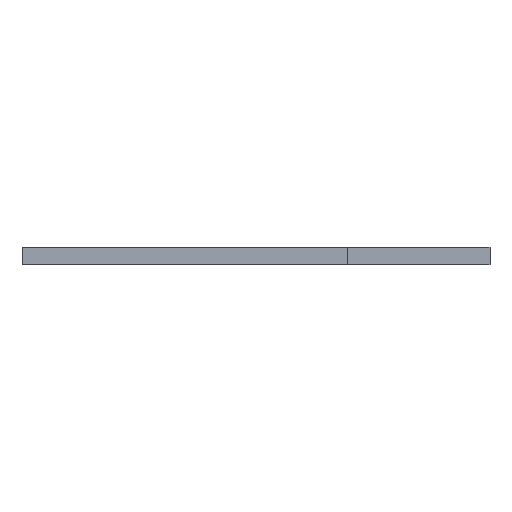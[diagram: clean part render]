
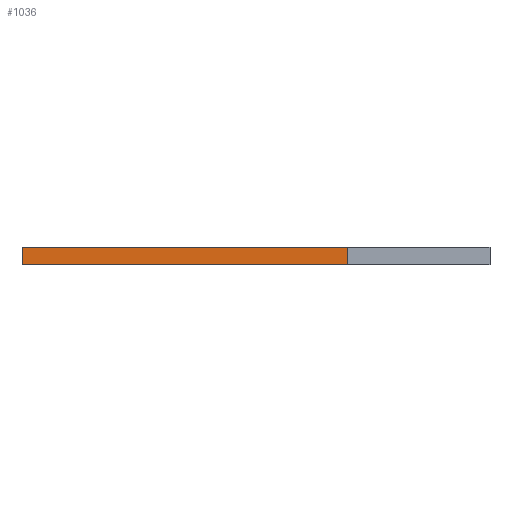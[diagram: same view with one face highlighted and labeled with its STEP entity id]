
A CAD part, left-side view. The second image highlights one B-rep face of the part: STEP entity #1036.
In plain terms, the highlighted planar face has unit normal (-1, 0, 0).
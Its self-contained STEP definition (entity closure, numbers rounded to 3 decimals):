
#59 = ORIENTED_EDGE ( 'NONE', *, *, #939, .F. ) ;
#70 = ORIENTED_EDGE ( 'NONE', *, *, #312, .F. ) ;
#88 = LINE ( 'NONE', #648, #351 ) ;
#108 = AXIS2_PLACEMENT_3D ( 'NONE', #1298, #1447, #193 ) ;
#137 = VECTOR ( 'NONE', #1751, 1000. ) ;
#193 = DIRECTION ( 'NONE',  ( 0., 0., -1. ) ) ;
#268 = CARTESIAN_POINT ( 'NONE',  ( -61., -57., 6. ) ) ;
#312 = EDGE_CURVE ( 'NONE', #938, #859, #1625, .T. ) ;
#344 = PLANE ( 'NONE',  #108 ) ;
#351 = VECTOR ( 'NONE', #1758, 1000. ) ;
#473 = CARTESIAN_POINT ( 'NONE',  ( -61., 57., 0. ) ) ;
#550 = CARTESIAN_POINT ( 'NONE',  ( -61., -57., 6. ) ) ;
#648 = CARTESIAN_POINT ( 'NONE',  ( -61., 57., 6. ) ) ;
#769 = DIRECTION ( 'NONE',  ( 0., -1., 0. ) ) ;
#859 = VERTEX_POINT ( 'NONE', #268 ) ;
#882 = EDGE_LOOP ( 'NONE', ( #1526, #59, #70, #1686 ) ) ;
#887 = FACE_OUTER_BOUND ( 'NONE', #882, .T. ) ;
#899 = VERTEX_POINT ( 'NONE', #955 ) ;
#938 = VERTEX_POINT ( 'NONE', #1419 ) ;
#939 = EDGE_CURVE ( 'NONE', #859, #899, #1823, .T. ) ;
#955 = CARTESIAN_POINT ( 'NONE',  ( -61., -57., 0. ) ) ;
#1036 = ADVANCED_FACE ( 'NONE', ( #887 ), #344, .F. ) ;
#1040 = CARTESIAN_POINT ( 'NONE',  ( -61., 57., 6. ) ) ;
#1054 = CARTESIAN_POINT ( 'NONE',  ( -61., 57., 0. ) ) ;
#1111 = DIRECTION ( 'NONE',  ( 0., 0., -1. ) ) ;
#1137 = VERTEX_POINT ( 'NONE', #1054 ) ;
#1178 = LINE ( 'NONE', #473, #137 ) ;
#1210 = EDGE_CURVE ( 'NONE', #938, #1137, #88, .T. ) ;
#1298 = CARTESIAN_POINT ( 'NONE',  ( -61., 57., 6. ) ) ;
#1419 = CARTESIAN_POINT ( 'NONE',  ( -61., 57., 6. ) ) ;
#1447 = DIRECTION ( 'NONE',  ( 1., 0., 0. ) ) ;
#1526 = ORIENTED_EDGE ( 'NONE', *, *, #1552, .T. ) ;
#1552 = EDGE_CURVE ( 'NONE', #1137, #899, #1178, .T. ) ;
#1623 = VECTOR ( 'NONE', #1111, 1000. ) ;
#1625 = LINE ( 'NONE', #1040, #1769 ) ;
#1686 = ORIENTED_EDGE ( 'NONE', *, *, #1210, .T. ) ;
#1751 = DIRECTION ( 'NONE',  ( 0., -1., 0. ) ) ;
#1758 = DIRECTION ( 'NONE',  ( 0., 0., -1. ) ) ;
#1769 = VECTOR ( 'NONE', #769, 1000. ) ;
#1823 = LINE ( 'NONE', #550, #1623 ) ;
